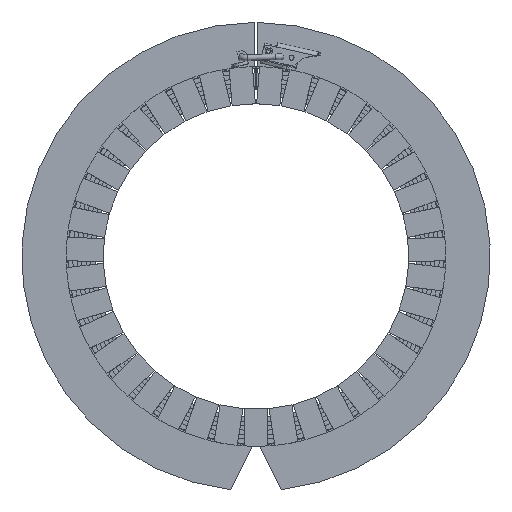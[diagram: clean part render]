
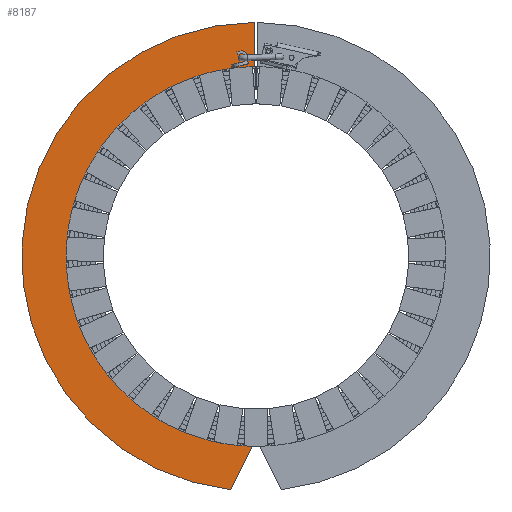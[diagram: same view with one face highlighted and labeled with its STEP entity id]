
A CAD part, top view. The second image highlights one B-rep face of the part: STEP entity #8187.
In plain terms, the highlighted planar face has unit normal (0, 0, 1).
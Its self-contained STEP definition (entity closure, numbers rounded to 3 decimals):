
#8051=CARTESIAN_POINT('',(-2.,-106.481,-26.95));
#8052=VERTEX_POINT('',#8051);
#8059=CARTESIAN_POINT('',(-14.096,-130.742,-26.95));
#8060=VERTEX_POINT('',#8059);
#8061=CARTESIAN_POINT('',(-14.096,-130.742,-26.95));
#8062=DIRECTION('',(0.446,0.895,0.0));
#8063=VECTOR('',#8062,27.109);
#8064=LINE('',#8061,#8063);
#8065=EDGE_CURVE('',#8060,#8052,#8064,.T.);
#8090=CARTESIAN_POINT('',(-1.,106.495,-26.95));
#8091=VERTEX_POINT('',#8090);
#8098=CARTESIAN_POINT('',(0.0,0.0,-26.95));
#8099=DIRECTION('',(0.0,0.0,-1.0));
#8100=DIRECTION('',(-0.019,-1.,0.0));
#8101=AXIS2_PLACEMENT_3D('',#8098,#8099,#8100);
#8102=CIRCLE('',#8101,106.5);
#8103=EDGE_CURVE('',#8052,#8091,#8102,.T.);
#8122=CARTESIAN_POINT('',(-1.,131.496,-26.95));
#8123=VERTEX_POINT('',#8122);
#8130=CARTESIAN_POINT('',(-1.,106.495,-26.95));
#8131=DIRECTION('',(0.0,1.0,0.0));
#8132=VECTOR('',#8131,25.001);
#8133=LINE('',#8130,#8132);
#8134=EDGE_CURVE('',#8091,#8123,#8133,.T.);
#8153=CARTESIAN_POINT('',(0.0,0.0,-26.95));
#8154=DIRECTION('',(0.0,0.0,1.0));
#8155=DIRECTION('',(0.107,0.994,0.0));
#8156=AXIS2_PLACEMENT_3D('',#8153,#8154,#8155);
#8157=CIRCLE('',#8156,131.5);
#8158=EDGE_CURVE('',#8123,#8060,#8157,.T.);
#8176=CARTESIAN_POINT('',(-66.682,1.82,-26.95));
#8177=DIRECTION('',(0.0,0.0,-1.0));
#8178=DIRECTION('',(-1.0,0.0,0.0));
#8179=AXIS2_PLACEMENT_3D('',#8176,#8177,#8178);
#8180=PLANE('',#8179);
#8181=ORIENTED_EDGE('',*,*,#8158,.T.);
#8182=ORIENTED_EDGE('',*,*,#8065,.T.);
#8183=ORIENTED_EDGE('',*,*,#8103,.T.);
#8184=ORIENTED_EDGE('',*,*,#8134,.T.);
#8185=EDGE_LOOP('',(#8181,#8182,#8183,#8184));
#8186=FACE_OUTER_BOUND('',#8185,.T.);
#8187=ADVANCED_FACE('',(#8186),#8180,.F.);
